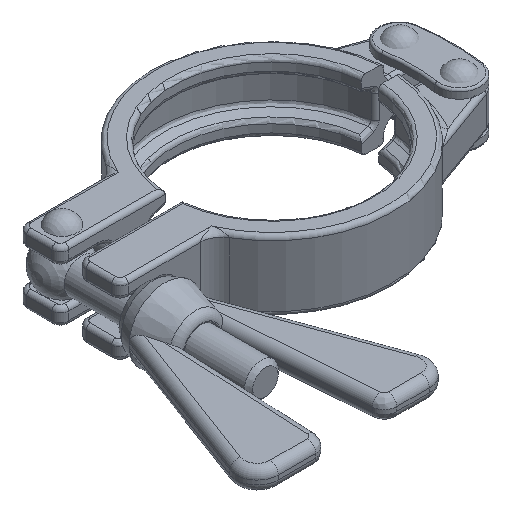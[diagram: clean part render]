
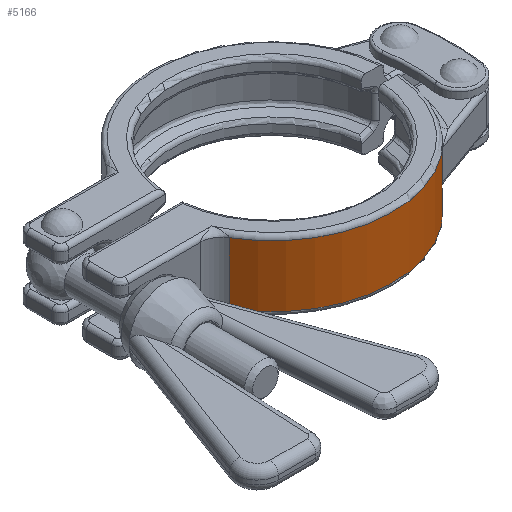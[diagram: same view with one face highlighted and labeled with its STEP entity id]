
A CAD part, isometric view. The second image highlights one B-rep face of the part: STEP entity #5166.
In plain terms, the highlighted cylindrical face has radius 28.5 mm (diameter 57 mm), a partial arc.
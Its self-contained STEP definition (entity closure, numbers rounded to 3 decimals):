
#4682=CARTESIAN_POINT('',(-24.558,14.463,-7.25));
#4683=VERTEX_POINT('',#4682);
#4701=CARTESIAN_POINT('',(-24.558,14.463,7.25));
#4702=VERTEX_POINT('',#4701);
#4710=CARTESIAN_POINT('',(-24.558,14.463,7.25));
#4711=DIRECTION('',(0.0,0.0,-1.0));
#4712=VECTOR('',#4711,14.5);
#4713=LINE('',#4710,#4712);
#4714=EDGE_CURVE('',#4702,#4683,#4713,.T.);
#5007=CARTESIAN_POINT('',(28.43,2.0,-7.25));
#5008=VERTEX_POINT('',#5007);
#5009=CARTESIAN_POINT('',(0.0,0.0,-7.25));
#5010=DIRECTION('',(0.0,0.0,-1.));
#5011=DIRECTION('',(0.181,0.983,0.0));
#5012=AXIS2_PLACEMENT_3D('',#5009,#5010,#5011);
#5013=CIRCLE('',#5012,28.5);
#5014=EDGE_CURVE('',#4683,#5008,#5013,.T.);
#5053=CARTESIAN_POINT('',(0.0,0.0,0.0));
#5054=DIRECTION('',(0.0,0.0,1.0));
#5055=DIRECTION('',(0.783,0.622,0.0));
#5056=AXIS2_PLACEMENT_3D('',#5053,#5054,#5055);
#5057=CYLINDRICAL_SURFACE('',#5056,28.5);
#5058=ORIENTED_EDGE('',*,*,#4714,.F.);
#5059=CARTESIAN_POINT('',(28.43,2.0,7.25));
#5060=VERTEX_POINT('',#5059);
#5061=CARTESIAN_POINT('',(0.0,0.0,7.25));
#5062=DIRECTION('',(0.0,0.0,1.0));
#5063=DIRECTION('',(0.181,0.983,0.0));
#5064=AXIS2_PLACEMENT_3D('',#5061,#5062,#5063);
#5065=CIRCLE('',#5064,28.5);
#5066=EDGE_CURVE('',#5060,#4702,#5065,.T.);
#5067=ORIENTED_EDGE('',*,*,#5066,.F.);
#5068=CARTESIAN_POINT('',(28.43,2.,6.374));
#5069=VERTEX_POINT('',#5068);
#5070=CARTESIAN_POINT('',(28.43,2.0,7.25));
#5071=DIRECTION('',(0.,0.,-1.0));
#5072=VECTOR('',#5071,0.876);
#5073=LINE('',#5070,#5072);
#5074=EDGE_CURVE('',#5060,#5069,#5073,.T.);
#5075=ORIENTED_EDGE('',*,*,#5074,.T.);
#5076=CARTESIAN_POINT('',(28.362,2.803,6.5));
#5077=VERTEX_POINT('',#5076);
#5078=CARTESIAN_POINT('',(28.362,2.803,6.5));
#5079=CARTESIAN_POINT('',(28.382,2.595,6.5));
#5080=CARTESIAN_POINT('',(28.406,2.323,6.467));
#5081=CARTESIAN_POINT('',(28.425,2.06,6.393));
#5082=CARTESIAN_POINT('',(28.43,2.,6.374));
#5083=B_SPLINE_CURVE_WITH_KNOTS('',3,(#5078,#5079,#5080,#5081,#5082),.UNSPECIFIED.,.F.,.U.,(4,1,4),(1.882,1.95,1.97),.UNSPECIFIED.);
#5084=EDGE_CURVE('',#5077,#5069,#5083,.T.);
#5085=ORIENTED_EDGE('',*,*,#5084,.F.);
#5086=CARTESIAN_POINT('',(24.74,14.149,6.5));
#5087=VERTEX_POINT('',#5086);
#5088=CARTESIAN_POINT('',(0.0,0.0,6.5));
#5089=DIRECTION('',(0.0,0.0,-1.0));
#5090=DIRECTION('',(0.937,0.349,0.0));
#5091=AXIS2_PLACEMENT_3D('',#5088,#5089,#5090);
#5092=CIRCLE('',#5091,28.5);
#5093=EDGE_CURVE('',#5087,#5077,#5092,.T.);
#5094=ORIENTED_EDGE('',*,*,#5093,.F.);
#5095=CARTESIAN_POINT('',(21.987,18.134,3.5));
#5096=VERTEX_POINT('',#5095);
#5097=CARTESIAN_POINT('',(21.987,18.134,3.5));
#5098=CARTESIAN_POINT('',(21.987,18.134,3.654));
#5099=CARTESIAN_POINT('',(22.015,18.099,3.964));
#5100=CARTESIAN_POINT('',(22.132,17.957,4.389));
#5101=CARTESIAN_POINT('',(22.295,17.755,4.76));
#5102=CARTESIAN_POINT('',(22.488,17.509,5.085));
#5103=CARTESIAN_POINT('',(22.701,17.233,5.368));
#5104=CARTESIAN_POINT('',(22.995,16.84,5.691));
#5105=CARTESIAN_POINT('',(23.303,16.412,5.951));
#5106=CARTESIAN_POINT('',(23.613,15.96,6.154));
#5107=CARTESIAN_POINT('',(23.921,15.497,6.319));
#5108=CARTESIAN_POINT('',(24.302,14.896,6.46));
#5109=CARTESIAN_POINT('',(24.597,14.399,6.5));
#5110=CARTESIAN_POINT('',(24.74,14.149,6.5));
#5111=B_SPLINE_CURVE_WITH_KNOTS('',3,(#5097,#5098,#5099,#5100,#5101,#5102,#5103,#5104,#5105,#5106,#5107,#5108,#5109,#5110),.UNSPECIFIED.,.F.,.U.,(4,1,1,1,1,1,1,1,1,1,1,4),(0.0,0.046,0.092,0.139,0.185,0.231,0.277,0.37,0.416,0.462,0.555,0.647),.UNSPECIFIED.);
#5112=EDGE_CURVE('',#5096,#5087,#5111,.T.);
#5113=ORIENTED_EDGE('',*,*,#5112,.F.);
#5114=CARTESIAN_POINT('',(21.987,18.134,-3.5));
#5115=VERTEX_POINT('',#5114);
#5116=CARTESIAN_POINT('',(21.987,18.134,-3.5));
#5117=DIRECTION('',(0.0,0.0,1.0));
#5118=VECTOR('',#5117,7.);
#5119=LINE('',#5116,#5118);
#5120=EDGE_CURVE('',#5115,#5096,#5119,.T.);
#5121=ORIENTED_EDGE('',*,*,#5120,.F.);
#5122=CARTESIAN_POINT('',(24.74,14.149,-6.5));
#5123=VERTEX_POINT('',#5122);
#5124=CARTESIAN_POINT('',(24.74,14.149,-6.5));
#5125=CARTESIAN_POINT('',(24.454,14.649,-6.5));
#5126=CARTESIAN_POINT('',(24.001,15.386,-6.384));
#5127=CARTESIAN_POINT('',(23.382,16.302,-6.017));
#5128=CARTESIAN_POINT('',(22.996,16.839,-5.693));
#5129=CARTESIAN_POINT('',(22.739,17.182,-5.41));
#5130=CARTESIAN_POINT('',(22.596,17.37,-5.228));
#5131=CARTESIAN_POINT('',(22.389,17.637,-4.936));
#5132=CARTESIAN_POINT('',(22.171,17.909,-4.532));
#5133=CARTESIAN_POINT('',(22.015,18.099,-3.966));
#5134=CARTESIAN_POINT('',(21.987,18.134,-3.654));
#5135=CARTESIAN_POINT('',(21.987,18.134,-3.5));
#5136=B_SPLINE_CURVE_WITH_KNOTS('',3,(#5124,#5125,#5126,#5127,#5128,#5129,#5130,#5131,#5132,#5133,#5134,#5135),.UNSPECIFIED.,.F.,.U.,(4,1,1,1,1,1,1,1,1,4),(0.0,0.185,0.278,0.37,0.416,0.44,0.463,0.555,0.601,0.648),.UNSPECIFIED.);
#5137=EDGE_CURVE('',#5123,#5115,#5136,.T.);
#5138=ORIENTED_EDGE('',*,*,#5137,.F.);
#5139=CARTESIAN_POINT('',(28.362,2.803,-6.5));
#5140=VERTEX_POINT('',#5139);
#5141=CARTESIAN_POINT('',(0.0,0.0,-6.5));
#5142=DIRECTION('',(0.0,0.0,1.0));
#5143=DIRECTION('',(0.937,0.349,0.0));
#5144=AXIS2_PLACEMENT_3D('',#5141,#5142,#5143);
#5145=CIRCLE('',#5144,28.5);
#5146=EDGE_CURVE('',#5140,#5123,#5145,.T.);
#5147=ORIENTED_EDGE('',*,*,#5146,.F.);
#5148=CARTESIAN_POINT('',(28.43,2.,-6.374));
#5149=VERTEX_POINT('',#5148);
#5150=CARTESIAN_POINT('',(28.43,2.,-6.374));
#5151=CARTESIAN_POINT('',(28.411,2.261,-6.457));
#5152=CARTESIAN_POINT('',(28.389,2.532,-6.5));
#5153=CARTESIAN_POINT('',(28.362,2.803,-6.5));
#5154=B_SPLINE_CURVE_WITH_KNOTS('',3,(#5150,#5151,#5152,#5153),.UNSPECIFIED.,.F.,.U.,(4,4),(-0.087,0.),.UNSPECIFIED.);
#5155=EDGE_CURVE('',#5149,#5140,#5154,.T.);
#5156=ORIENTED_EDGE('',*,*,#5155,.F.);
#5157=CARTESIAN_POINT('',(28.43,2.,-6.374));
#5158=DIRECTION('',(0.,0.,-1.0));
#5159=VECTOR('',#5158,0.876);
#5160=LINE('',#5157,#5159);
#5161=EDGE_CURVE('',#5149,#5008,#5160,.T.);
#5162=ORIENTED_EDGE('',*,*,#5161,.T.);
#5163=ORIENTED_EDGE('',*,*,#5014,.F.);
#5164=EDGE_LOOP('',(#5058,#5067,#5075,#5085,#5094,#5113,#5121,#5138,#5147,#5156,#5162,#5163));
#5165=FACE_OUTER_BOUND('',#5164,.T.);
#5166=ADVANCED_FACE('',(#5165),#5057,.T.);
